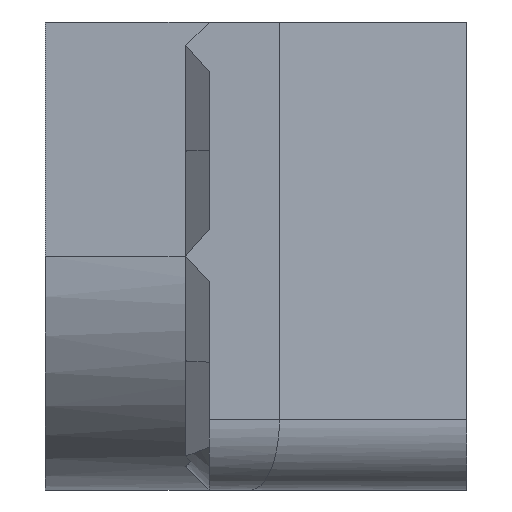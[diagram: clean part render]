
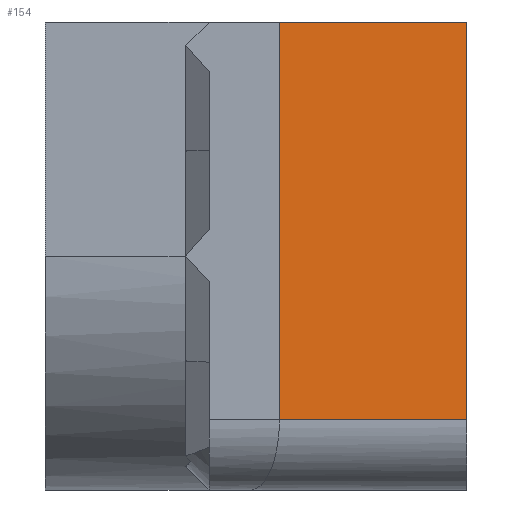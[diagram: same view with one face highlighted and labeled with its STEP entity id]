
A CAD part, left-side view. The second image highlights one B-rep face of the part: STEP entity #154.
In plain terms, the highlighted planar face has unit normal (-0.707, -0.707, 0).
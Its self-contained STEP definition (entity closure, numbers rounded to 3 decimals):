
#1 = CARTESIAN_POINT ( 'NONE',  ( 4., -6., 1.5 ) ) ;
#102 = DIRECTION ( 'NONE',  ( 0.707, 0.707, 0. ) ) ;
#111 = DIRECTION ( 'NONE',  ( -0.707, 0.707, 0. ) ) ;
#154 = ADVANCED_FACE ( 'NONE', ( #993 ), #1526, .F. ) ;
#243 = CARTESIAN_POINT ( 'NONE',  ( 4., -6., 10. ) ) ;
#252 = CARTESIAN_POINT ( 'NONE',  ( 4., -6., 10. ) ) ;
#254 = DIRECTION ( 'NONE',  ( 0., 0., -1. ) ) ;
#255 = DIRECTION ( 'NONE',  ( 0.707, -0.707, 0. ) ) ;
#332 = CARTESIAN_POINT ( 'NONE',  ( 0., -2., 10. ) ) ;
#333 = DIRECTION ( 'NONE',  ( 0., 0., -1. ) ) ;
#378 = CARTESIAN_POINT ( 'NONE',  ( 4., -6., 10. ) ) ;
#387 = CARTESIAN_POINT ( 'NONE',  ( 4., -6., 1.5 ) ) ;
#420 = CARTESIAN_POINT ( 'NONE',  ( 0., -2., 10. ) ) ;
#422 = CARTESIAN_POINT ( 'NONE',  ( 0., -2., 1.5 ) ) ;
#462 = AXIS2_PLACEMENT_3D ( 'NONE', #1533, #102, #111 ) ;
#569 = DIRECTION ( 'NONE',  ( 0.707, -0.707, 0. ) ) ;
#725 = EDGE_CURVE ( 'NONE', #1295, #971, #939, .T. ) ;
#740 = EDGE_CURVE ( 'NONE', #1081, #971, #927, .T. ) ;
#741 = EDGE_CURVE ( 'NONE', #1293, #1081, #930, .T. ) ;
#775 = EDGE_CURVE ( 'NONE', #1293, #1295, #867, .T. ) ;
#864 = VECTOR ( 'NONE', #333, 1000. ) ;
#867 = LINE ( 'NONE', #332, #864 ) ;
#922 = VECTOR ( 'NONE', #255, 1000. ) ;
#924 = VECTOR ( 'NONE', #254, 1000. ) ;
#927 = LINE ( 'NONE', #252, #924 ) ;
#930 = LINE ( 'NONE', #243, #922 ) ;
#939 = LINE ( 'NONE', #1, #958 ) ;
#958 = VECTOR ( 'NONE', #569, 1000. ) ;
#971 = VERTEX_POINT ( 'NONE', #387 ) ;
#993 = FACE_OUTER_BOUND ( 'NONE', #1260, .T. ) ;
#1081 = VERTEX_POINT ( 'NONE', #378 ) ;
#1236 = ORIENTED_EDGE ( 'NONE', *, *, #740, .F. ) ;
#1238 = ORIENTED_EDGE ( 'NONE', *, *, #741, .F. ) ;
#1260 = EDGE_LOOP ( 'NONE', ( #1347, #1351, #1236, #1238 ) ) ;
#1293 = VERTEX_POINT ( 'NONE', #420 ) ;
#1295 = VERTEX_POINT ( 'NONE', #422 ) ;
#1347 = ORIENTED_EDGE ( 'NONE', *, *, #775, .T. ) ;
#1351 = ORIENTED_EDGE ( 'NONE', *, *, #725, .T. ) ;
#1526 = PLANE ( 'NONE',  #462 ) ;
#1533 = CARTESIAN_POINT ( 'NONE',  ( 4., -6., 10. ) ) ;
